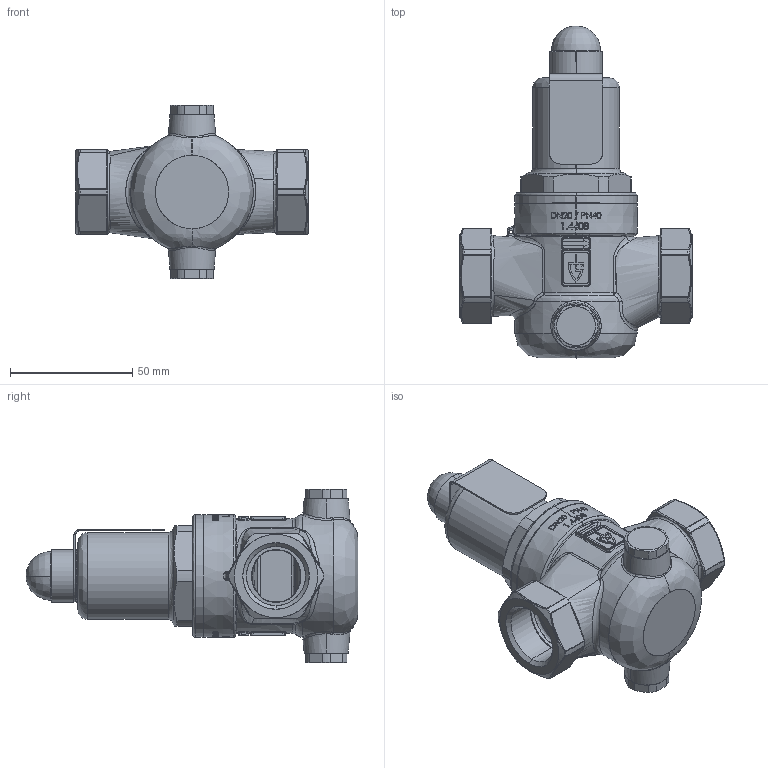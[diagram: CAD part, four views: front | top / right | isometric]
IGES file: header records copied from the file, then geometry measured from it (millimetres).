
Start section: SolidWorks IGES file using analytic representation for surfaces
Global section: file name: 481mGFO-SP-20-F+F-20+20.IGS; native system: SolidWorks 2014; preprocessor: SolidWorks 2014; author: Blankenhorn; date: 160308.134001; units: millimetre
Bounding box: 95 x 135.7 x 71 mm (x, y, z)
Surface area: 58133.8 mm2 (no closed solid volume)
Topology: 0 solids, 0 shells, 1219 faces, 15415 edges, 15383 vertices
Faces by surface type: bspline 784, revolution 435
